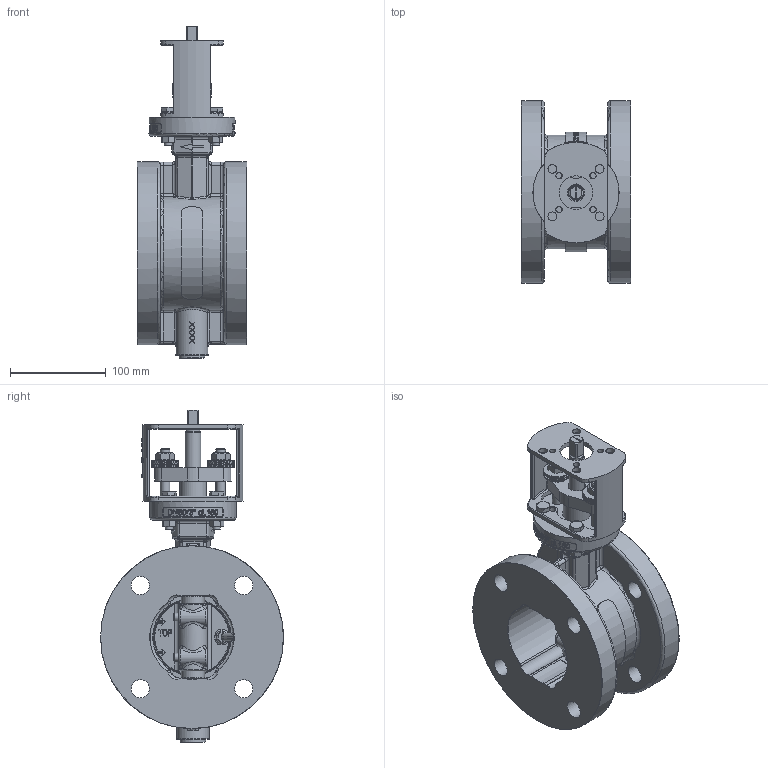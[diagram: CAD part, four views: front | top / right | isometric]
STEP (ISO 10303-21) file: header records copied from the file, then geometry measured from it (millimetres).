
FILE_DESCRIPTION(/* description */ (''),/* implementation_level */ '2;1');
FILE_NAME(/* name */ 'HP112 DN80 class150.stp',/* time_stamp */ '2018-11-27T13:55:57+01:00',/* author */ ('hellwig'),/* organization */ (''),/* preprocessor_version */ 'ST-DEVELOPER v16.5',/* originating_system */ 'Autodesk Inventor 2017',/* authorisation */ '');
FILE_SCHEMA (('CONFIG_CONTROL_DESIGN'));
Products named in the file (1): MD_M4607
Bounding box: 114 x 191 x 346.7 mm (x, y, z)
Volume: 1872916.4 mm3; surface area: 368860.8 mm2
Topology: 25 solids, 28 shells, 2135 faces, 5344 edges, 3377 vertices
Faces by surface type: plane 660, bspline 644, cylinder 486, torus 161, cone 144, sphere 40
Full cylindrical faces by diameter (mm): 6.6 x8, 8 x10, 8.1 x2, 8.376 x2, 9 x8, 9.367 x2, 10 x22, 10.2 x12, 11 x2, 11.63 x4, 15.3 x1, 16 x2, 16.05 x3, 16.1 x1, 16.2 x4, 18.1 x1, 19.1 x11, 19.15 x2, 20.376 x2, 22 x1, 24.2 x2, 27 x1, 27.2 x1, 27.8 x1, 27.9 x1, 28 x14, 34 x1, 35.1 x1, 71.2 x1, 72 x1
Entity records: 167120 total; most frequent: CARTESIAN_POINT 119286, ORIENTED_EDGE 9842, DIRECTION 8173, EDGE_CURVE 4909, VERTEX_POINT 3267, AXIS2_PLACEMENT_3D 3167, EDGE_LOOP 2694, FACE_OUTER_BOUND 2135
